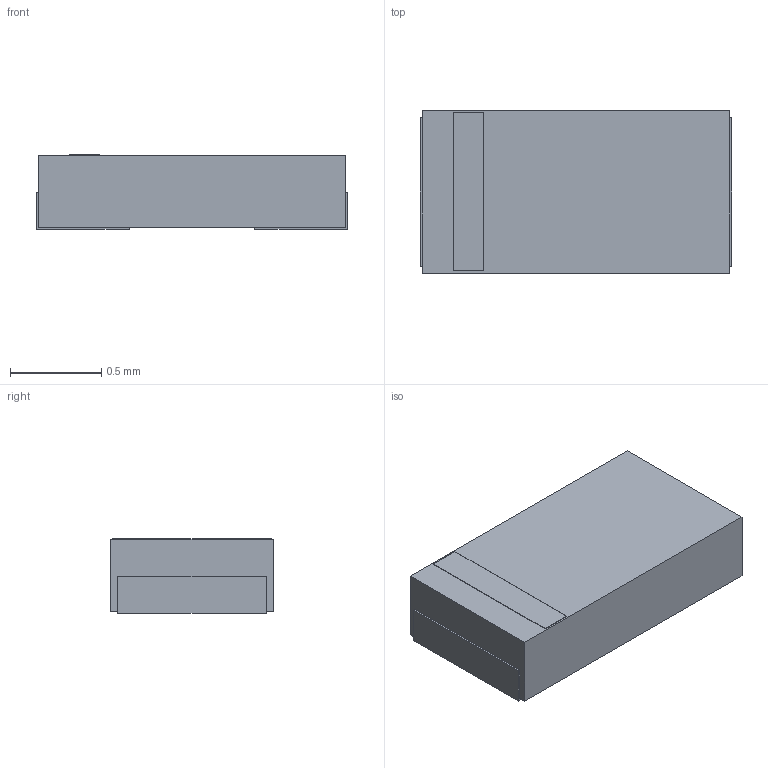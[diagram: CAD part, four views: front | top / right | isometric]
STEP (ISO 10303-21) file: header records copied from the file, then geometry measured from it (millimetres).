
FILE_DESCRIPTION(('STEP AP214'),'1');
FILE_NAME('LED_LW Q38G-Q1OO-3K6L-1_OSR','2023-02-02T08:40:52',(''),(''),'','','');
FILE_SCHEMA(('AUTOMOTIVE_DESIGN'));
Length unit declared in the file: millimetre
Products named in the file (1): product
Bounding box: 1.7 x 0.89 x 0.41 mm (x, y, z)
Volume: 0.6 mm3; surface area: 7.6 mm2
Topology: 4 solids, 4 shells, 28 faces, 60 edges, 40 vertices
Faces by surface type: plane 28
Entity records: 757 total; most frequent: ORIENTED_EDGE 120, DIRECTION 118, CARTESIAN_POINT 69, EDGE_CURVE 60, LINE 60, VECTOR 60, VERTEX_POINT 40, AXIS2_PLACEMENT_3D 29
